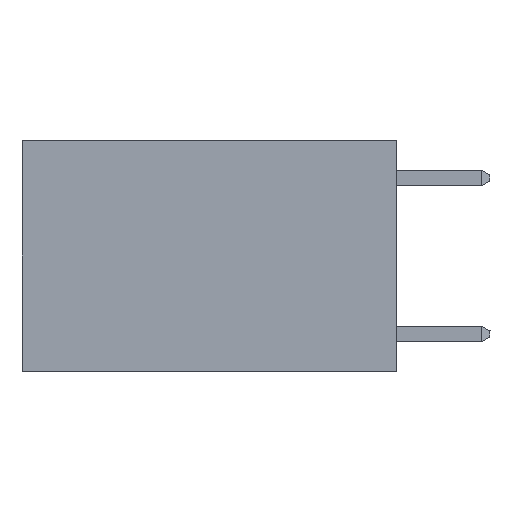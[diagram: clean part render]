
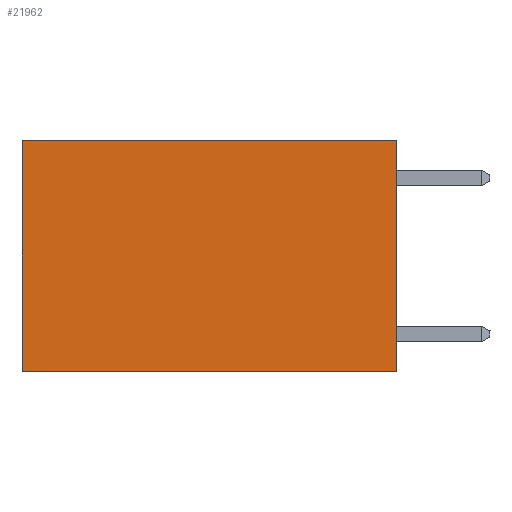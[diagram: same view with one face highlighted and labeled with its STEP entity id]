
A CAD part, left-side view. The second image highlights one B-rep face of the part: STEP entity #21962.
In plain terms, the highlighted planar face has unit normal (-1, 0, 0).
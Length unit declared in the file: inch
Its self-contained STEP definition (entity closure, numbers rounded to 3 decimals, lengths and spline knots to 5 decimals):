
#1183 = CARTESIAN_POINT ( 'NONE',  ( 0.2625, 0., 0. ) ) ;
#1991 = VECTOR ( 'NONE', #4721, 39.37008 ) ;
#2020 = CARTESIAN_POINT ( 'NONE',  ( 0.2625, 0., 0. ) ) ;
#4286 = DIRECTION ( 'NONE',  ( 0., 1., 0. ) ) ;
#4721 = DIRECTION ( 'NONE',  ( 0., 1., 0. ) ) ;
#5604 = CARTESIAN_POINT ( 'NONE',  ( 0.2625, 0.6, -0.37 ) ) ;
#5706 = EDGE_LOOP ( 'NONE', ( #23961, #10728, #19427, #8684 ) ) ;
#8026 = DIRECTION ( 'NONE',  ( 1., 0., 0. ) ) ;
#8040 = LINE ( 'NONE', #25529, #1991 ) ;
#8576 = VERTEX_POINT ( 'NONE', #19293 ) ;
#8684 = ORIENTED_EDGE ( 'NONE', *, *, #27120, .T. ) ;
#10728 = ORIENTED_EDGE ( 'NONE', *, *, #12876, .F. ) ;
#10758 = CARTESIAN_POINT ( 'NONE',  ( 0.2625, 0.6, 0. ) ) ;
#12876 = EDGE_CURVE ( 'NONE', #15419, #25472, #8040, .T. ) ;
#15419 = VERTEX_POINT ( 'NONE', #16658 ) ;
#15636 = AXIS2_PLACEMENT_3D ( 'NONE', #1183, #8026, #24310 ) ;
#16018 = LINE ( 'NONE', #2020, #27671 ) ;
#16658 = CARTESIAN_POINT ( 'NONE',  ( 0.2625, 0., -0.37 ) ) ;
#18095 = CARTESIAN_POINT ( 'NONE',  ( 0.2625, 0., 0. ) ) ;
#19061 = VERTEX_POINT ( 'NONE', #19402 ) ;
#19293 = CARTESIAN_POINT ( 'NONE',  ( 0.2625, 0.6, 0. ) ) ;
#19402 = CARTESIAN_POINT ( 'NONE',  ( 0.2625, 0., 0. ) ) ;
#19427 = ORIENTED_EDGE ( 'NONE', *, *, #25125, .F. ) ;
#19762 = VECTOR ( 'NONE', #20389, 39.37008 ) ;
#20213 = DIRECTION ( 'NONE',  ( 0., 0., -1. ) ) ;
#20389 = DIRECTION ( 'NONE',  ( 0., 0., -1. ) ) ;
#20470 = LINE ( 'NONE', #18095, #19762 ) ;
#21962 = ADVANCED_FACE ( 'NONE', ( #29710 ), #21974, .F. ) ;
#21974 = PLANE ( 'NONE',  #15636 ) ;
#23344 = LINE ( 'NONE', #10758, #28773 ) ;
#23961 = ORIENTED_EDGE ( 'NONE', *, *, #26399, .T. ) ;
#24310 = DIRECTION ( 'NONE',  ( 0., 0., -1. ) ) ;
#25125 = EDGE_CURVE ( 'NONE', #19061, #15419, #20470, .T. ) ;
#25472 = VERTEX_POINT ( 'NONE', #5604 ) ;
#25529 = CARTESIAN_POINT ( 'NONE',  ( 0.2625, 0., -0.37 ) ) ;
#26399 = EDGE_CURVE ( 'NONE', #8576, #25472, #23344, .T. ) ;
#27120 = EDGE_CURVE ( 'NONE', #19061, #8576, #16018, .T. ) ;
#27671 = VECTOR ( 'NONE', #4286, 39.37008 ) ;
#28773 = VECTOR ( 'NONE', #20213, 39.37008 ) ;
#29710 = FACE_OUTER_BOUND ( 'NONE', #5706, .T. ) ;
